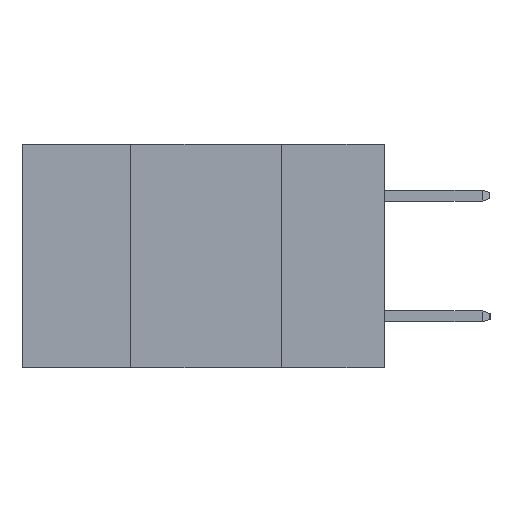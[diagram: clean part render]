
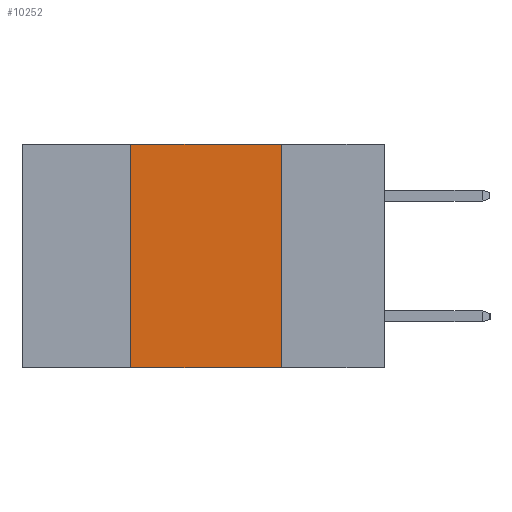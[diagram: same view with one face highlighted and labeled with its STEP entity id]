
A CAD part, left-side view. The second image highlights one B-rep face of the part: STEP entity #10252.
In plain terms, the highlighted planar face has unit normal (-1, 0, 0).
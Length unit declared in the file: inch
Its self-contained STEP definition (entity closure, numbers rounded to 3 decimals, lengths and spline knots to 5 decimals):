
#13 = EDGE_CURVE ( 'NONE', #5051, #7217, #4489, .T. ) ;
#20 = DIRECTION ( 'NONE',  ( 0., 0., -1. ) ) ;
#27 = CARTESIAN_POINT ( 'NONE',  ( 0., 0.17, -0.37 ) ) ;
#235 = LINE ( 'NONE', #1666, #5370 ) ;
#671 = ORIENTED_EDGE ( 'NONE', *, *, #9993, .F. ) ;
#764 = VERTEX_POINT ( 'NONE', #2049 ) ;
#1174 = AXIS2_PLACEMENT_3D ( 'NONE', #4986, #5969, #12401 ) ;
#1233 = VECTOR ( 'NONE', #10689, 39.37008 ) ;
#1666 = CARTESIAN_POINT ( 'NONE',  ( 0., 0.42, -0.37 ) ) ;
#1725 = CARTESIAN_POINT ( 'NONE',  ( 0., 0.17, -0.37 ) ) ;
#2049 = CARTESIAN_POINT ( 'NONE',  ( 0., 0.42, -0.37 ) ) ;
#2144 = VECTOR ( 'NONE', #20, 39.37008 ) ;
#2635 = DIRECTION ( 'NONE',  ( 0., 0., 1. ) ) ;
#2999 = EDGE_CURVE ( 'NONE', #764, #7217, #3603, .T. ) ;
#3082 = EDGE_LOOP ( 'NONE', ( #8959, #671, #8147, #6218 ) ) ;
#3603 = LINE ( 'NONE', #10732, #1233 ) ;
#4435 = VERTEX_POINT ( 'NONE', #11127 ) ;
#4489 = LINE ( 'NONE', #27, #2144 ) ;
#4986 = CARTESIAN_POINT ( 'NONE',  ( 0., 0.6, 0. ) ) ;
#5051 = VERTEX_POINT ( 'NONE', #10779 ) ;
#5370 = VECTOR ( 'NONE', #2635, 39.37008 ) ;
#5969 = DIRECTION ( 'NONE',  ( 1., 0., 0. ) ) ;
#6098 = FACE_OUTER_BOUND ( 'NONE', #3082, .T. ) ;
#6218 = ORIENTED_EDGE ( 'NONE', *, *, #2999, .T. ) ;
#7217 = VERTEX_POINT ( 'NONE', #1725 ) ;
#8147 = ORIENTED_EDGE ( 'NONE', *, *, #10003, .F. ) ;
#8168 = LINE ( 'NONE', #9397, #10341 ) ;
#8959 = ORIENTED_EDGE ( 'NONE', *, *, #13, .F. ) ;
#9397 = CARTESIAN_POINT ( 'NONE',  ( 0., 0.6, 0. ) ) ;
#9993 = EDGE_CURVE ( 'NONE', #4435, #5051, #8168, .T. ) ;
#10003 = EDGE_CURVE ( 'NONE', #764, #4435, #235, .T. ) ;
#10252 = ADVANCED_FACE ( 'NONE', ( #6098 ), #10602, .F. ) ;
#10299 = DIRECTION ( 'NONE',  ( 0., -1., 0. ) ) ;
#10341 = VECTOR ( 'NONE', #10299, 39.37008 ) ;
#10602 = PLANE ( 'NONE',  #1174 ) ;
#10689 = DIRECTION ( 'NONE',  ( 0., -1., 0. ) ) ;
#10732 = CARTESIAN_POINT ( 'NONE',  ( 0., 0.6, -0.37 ) ) ;
#10779 = CARTESIAN_POINT ( 'NONE',  ( 0., 0.17, 0. ) ) ;
#11127 = CARTESIAN_POINT ( 'NONE',  ( 0., 0.42, 0. ) ) ;
#12401 = DIRECTION ( 'NONE',  ( 0., 0., -1. ) ) ;
